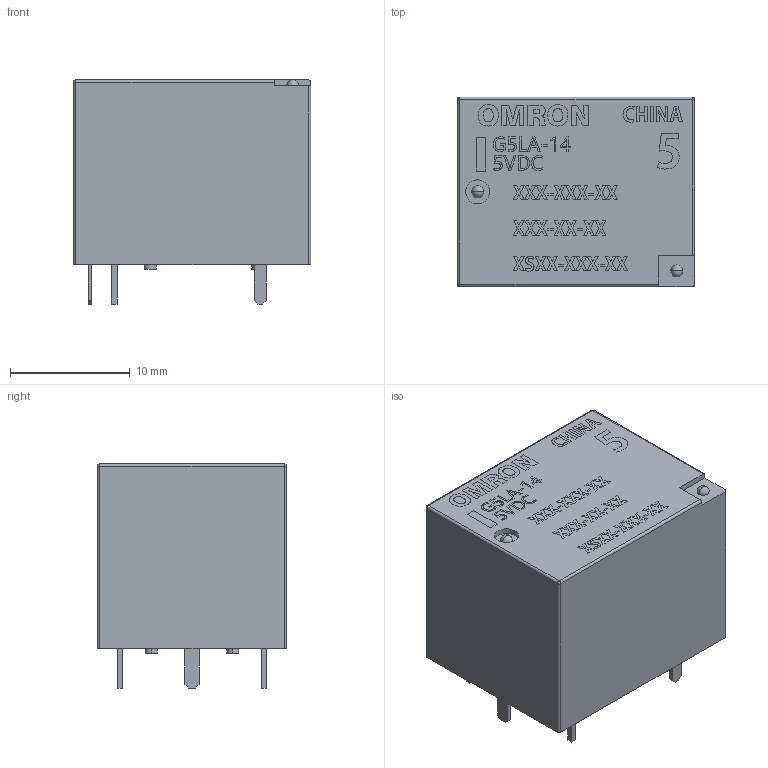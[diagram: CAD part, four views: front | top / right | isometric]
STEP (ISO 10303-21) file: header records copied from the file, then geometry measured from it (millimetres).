
FILE_DESCRIPTION (( 'STEP AP214' ), '1' );
FILE_NAME ('User Library-$RI3BFQW.STEP', '2021-09-29T22:04:38', ( '' ), ( '' ), 'SwSTEP 2.0', 'SolidWorks 2021', '' );
FILE_SCHEMA (( 'AUTOMOTIVE_DESIGN' ));
Length unit declared in the file: millimetre
Products named in the file (1): User Library-$RI3BFQW
Bounding box: 19.8 x 15.8 x 18.7 mm (x, y, z)
Volume: 4817.9 mm3; surface area: 1760.2 mm2
Topology: 1 solids, 1 shells, 130 faces, 881 edges, 818 vertices
Faces by surface type: plane 105, cylinder 18, sphere 7
Entity records: 11141 total; most frequent: CARTESIAN_POINT 3787, ORIENTED_EDGE 1740, DIRECTION 975, EDGE_CURVE 870, VERTEX_POINT 814, VECTOR 625, LINE 625, EDGE_LOOP 202
